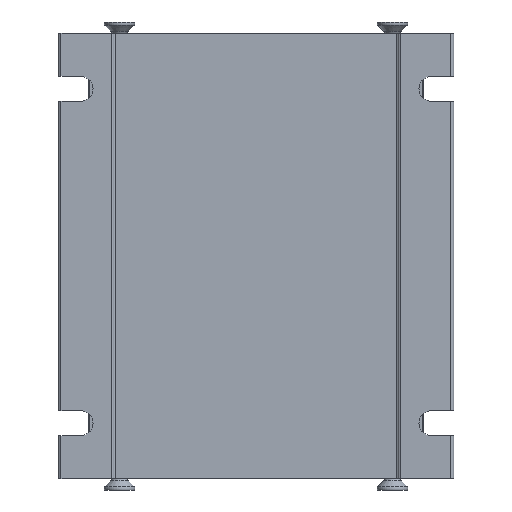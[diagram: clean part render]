
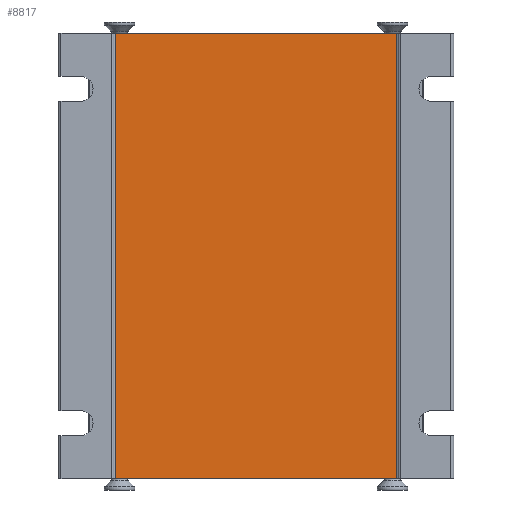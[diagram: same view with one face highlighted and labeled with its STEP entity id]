
A CAD part, front view. The second image highlights one B-rep face of the part: STEP entity #8817.
In plain terms, the highlighted planar face has unit normal (0, -1, 0).
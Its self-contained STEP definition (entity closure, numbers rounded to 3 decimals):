
#549=FACE_OUTER_BOUND('',#1013,.T.);
#1013=EDGE_LOOP('',(#6580,#6581,#6582,#6583));
#1860=LINE('',#13002,#2711);
#1958=LINE('',#13417,#2809);
#2057=LINE('',#13602,#2908);
#2059=LINE('',#13605,#2910);
#2711=VECTOR('',#10344,50.6);
#2809=VECTOR('',#10672,50.6);
#2908=VECTOR('',#10941,80.);
#2910=VECTOR('',#10945,80.);
#3565=VERTEX_POINT('',#12999);
#3566=VERTEX_POINT('',#13001);
#3767=VERTEX_POINT('',#13414);
#3768=VERTEX_POINT('',#13416);
#4506=EDGE_CURVE('',#3566,#3565,#1860,.T.);
#4714=EDGE_CURVE('',#3768,#3767,#1958,.T.);
#4814=EDGE_CURVE('',#3768,#3565,#2057,.T.);
#4816=EDGE_CURVE('',#3566,#3767,#2059,.T.);
#6580=ORIENTED_EDGE('',*,*,#4814,.F.);
#6581=ORIENTED_EDGE('',*,*,#4714,.T.);
#6582=ORIENTED_EDGE('',*,*,#4816,.F.);
#6583=ORIENTED_EDGE('',*,*,#4506,.T.);
#8535=PLANE('',#9508);
#8817=ADVANCED_FACE('',(#549),#8535,.T.);
#9508=AXIS2_PLACEMENT_3D('',#13620,#10973,#10974);
#10344=DIRECTION('',(1.,0.,0.));
#10672=DIRECTION('',(-1.,0.,0.));
#10941=DIRECTION('',(0.,0.,-1.));
#10945=DIRECTION('',(0.,0.,1.));
#10973=DIRECTION('center_axis',(0.,-1.,0.));
#10974=DIRECTION('ref_axis',(0.,0.,-1.));
#12999=CARTESIAN_POINT('',(25.3,-11.2,-40.));
#13001=CARTESIAN_POINT('',(-25.3,-11.2,-40.));
#13002=CARTESIAN_POINT('',(-25.3,-11.2,-40.));
#13414=CARTESIAN_POINT('',(-25.3,-11.2,40.));
#13416=CARTESIAN_POINT('',(25.3,-11.2,40.));
#13417=CARTESIAN_POINT('',(25.3,-11.2,40.));
#13602=CARTESIAN_POINT('',(25.3,-11.2,40.));
#13605=CARTESIAN_POINT('',(-25.3,-11.2,-40.));
#13620=CARTESIAN_POINT('Origin',(27.65,-11.2,0.));
